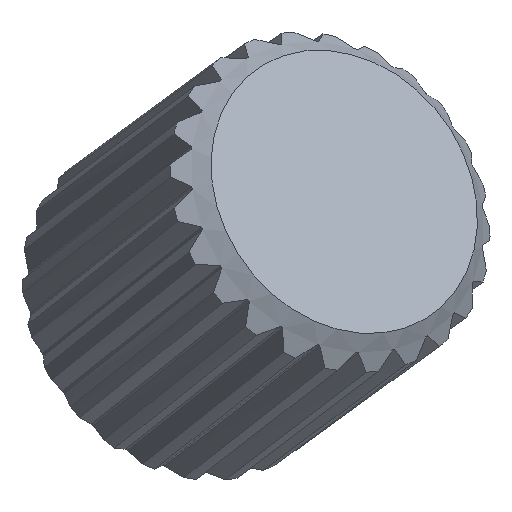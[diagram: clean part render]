
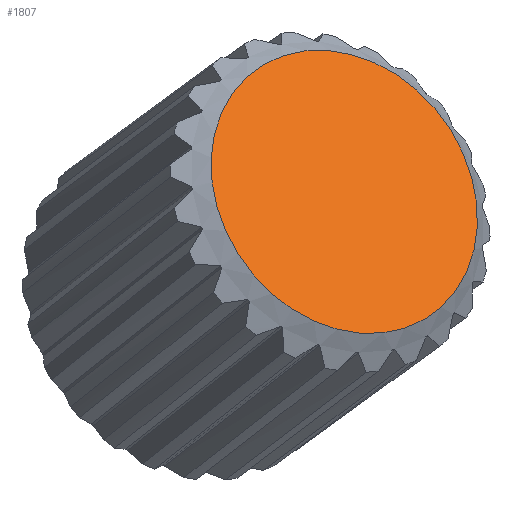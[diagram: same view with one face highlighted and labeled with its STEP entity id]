
A CAD part, isometric view. The second image highlights one B-rep face of the part: STEP entity #1807.
In plain terms, the highlighted planar face has unit normal (0, -0.662, 0.749).
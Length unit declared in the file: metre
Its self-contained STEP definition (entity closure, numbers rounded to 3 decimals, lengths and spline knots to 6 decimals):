
#686=ORIENTED_EDGE('',*,*,#1186,.T.);
#1186=EDGE_CURVE('',#1390,#1390,#1493,.T.);
#1390=VERTEX_POINT('',#3751);
#1493=CIRCLE('',#1974,0.005);
#1592=EDGE_LOOP('',(#686));
#1698=FACE_BOUND('',#1592,.T.);
#1710=PLANE('',#1973);
#1807=ADVANCED_FACE('',(#1698),#1710,.T.);
#1973=AXIS2_PLACEMENT_3D('',#3749,#2275,#2276);
#1974=AXIS2_PLACEMENT_3D('',#3750,#2277,#2278);
#2275=DIRECTION('',(0.,-0.662,0.749));
#2276=DIRECTION('',(1.,0.,0.));
#2277=DIRECTION('',(0.,-0.662,0.749));
#2278=DIRECTION('',(0.,-0.749,-0.662));
#3749=CARTESIAN_POINT('',(0.138436,-0.044342,0.057701));
#3750=CARTESIAN_POINT('',(0.138436,-0.044342,0.057701));
#3751=CARTESIAN_POINT('',(0.138436,-0.048088,0.05439));
